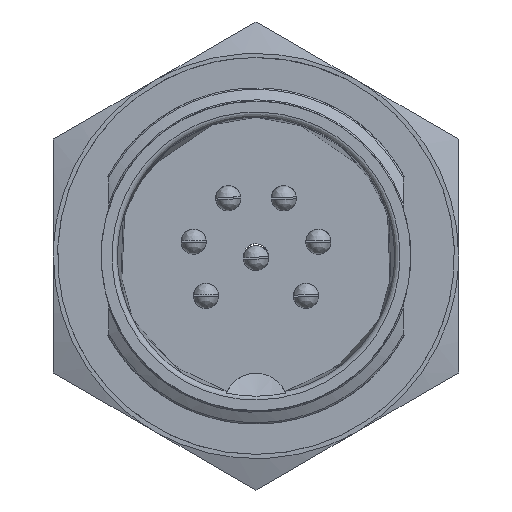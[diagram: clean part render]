
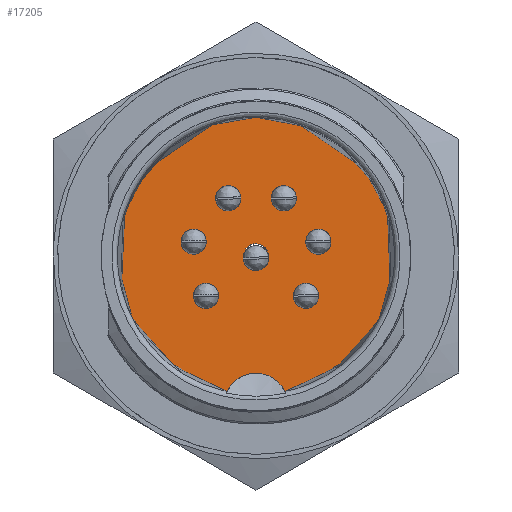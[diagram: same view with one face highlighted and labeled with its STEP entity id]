
A CAD part, left-side view. The second image highlights one B-rep face of the part: STEP entity #17205.
In plain terms, the highlighted free-form (B-spline) face has degree [1, 1] with [2, 2] control points.
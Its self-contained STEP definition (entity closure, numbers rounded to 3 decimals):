
#16742 = VERTEX_POINT('',#16743);
#16743 = CARTESIAN_POINT('',(3.561,48.756,
    34.013));
#16748 = EDGE_CURVE('',#16742,#16742,#16749,.T.);
#16749 = ( BOUNDED_CURVE() B_SPLINE_CURVE(2,(#16750,#16751,#16752,#16753
    ,#16754,#16755,#16756),.UNSPECIFIED.,.T.,.F.) 
B_SPLINE_CURVE_WITH_KNOTS((3,2,2,3),(3.142,5.236,
7.33,9.425),.PIECEWISE_BEZIER_KNOTS.) CURVE() 
GEOMETRIC_REPRESENTATION_ITEM() RATIONAL_B_SPLINE_CURVE((1.,0.5,1.,0.5,
1.,0.5,1.)) REPRESENTATION_ITEM('') );
#16750 = CARTESIAN_POINT('',(3.561,48.756,
    34.013));
#16751 = CARTESIAN_POINT('',(3.561,48.756,
    33.));
#16752 = CARTESIAN_POINT('',(3.561,49.633,
    33.506));
#16753 = CARTESIAN_POINT('',(3.561,50.511,
    34.013));
#16754 = CARTESIAN_POINT('',(3.561,49.633,
    34.519));
#16755 = CARTESIAN_POINT('',(3.561,48.756,
    35.026));
#16756 = CARTESIAN_POINT('',(3.561,48.756,
    34.013));
#16794 = VERTEX_POINT('',#16795);
#16795 = CARTESIAN_POINT('',(3.561,45.78,
    34.692));
#16800 = EDGE_CURVE('',#16794,#16794,#16801,.T.);
#16801 = ( BOUNDED_CURVE() B_SPLINE_CURVE(2,(#16802,#16803,#16804,#16805
    ,#16806,#16807,#16808),.UNSPECIFIED.,.T.,.F.) 
B_SPLINE_CURVE_WITH_KNOTS((3,2,2,3),(3.142,5.236,
7.33,9.425),.PIECEWISE_BEZIER_KNOTS.) CURVE() 
GEOMETRIC_REPRESENTATION_ITEM() RATIONAL_B_SPLINE_CURVE((1.,0.5,1.,0.5,
1.,0.5,1.)) REPRESENTATION_ITEM('') );
#16802 = CARTESIAN_POINT('',(3.561,45.78,
    34.692));
#16803 = CARTESIAN_POINT('',(3.561,45.78,
    33.679));
#16804 = CARTESIAN_POINT('',(3.561,46.658,
    34.185));
#16805 = CARTESIAN_POINT('',(3.561,47.535,
    34.692));
#16806 = CARTESIAN_POINT('',(3.561,46.658,
    35.199));
#16807 = CARTESIAN_POINT('',(3.561,45.78,
    35.705));
#16808 = CARTESIAN_POINT('',(3.561,45.78,
    34.692));
#16846 = VERTEX_POINT('',#16847);
#16847 = CARTESIAN_POINT('',(3.561,47.432,
    36.763));
#16852 = EDGE_CURVE('',#16846,#16846,#16853,.T.);
#16853 = ( BOUNDED_CURVE() B_SPLINE_CURVE(2,(#16854,#16855,#16856,#16857
    ,#16858,#16859,#16860),.UNSPECIFIED.,.T.,.F.) 
B_SPLINE_CURVE_WITH_KNOTS((3,2,2,3),(3.142,5.236,
7.33,9.425),.PIECEWISE_BEZIER_KNOTS.) CURVE() 
GEOMETRIC_REPRESENTATION_ITEM() RATIONAL_B_SPLINE_CURVE((1.,0.5,1.,0.5,
1.,0.5,1.)) REPRESENTATION_ITEM('') );
#16854 = CARTESIAN_POINT('',(3.561,47.432,
    36.763));
#16855 = CARTESIAN_POINT('',(3.561,47.432,
    35.749));
#16856 = CARTESIAN_POINT('',(3.561,48.309,
    36.256));
#16857 = CARTESIAN_POINT('',(3.561,49.186,
    36.763));
#16858 = CARTESIAN_POINT('',(3.561,48.309,
    37.269));
#16859 = CARTESIAN_POINT('',(3.561,47.432,
    37.776));
#16860 = CARTESIAN_POINT('',(3.561,47.432,
    36.763));
#16898 = VERTEX_POINT('',#16899);
#16899 = CARTESIAN_POINT('',(3.561,50.08,
    36.763));
#16904 = EDGE_CURVE('',#16898,#16898,#16905,.T.);
#16905 = ( BOUNDED_CURVE() B_SPLINE_CURVE(2,(#16906,#16907,#16908,#16909
    ,#16910,#16911,#16912),.UNSPECIFIED.,.T.,.F.) 
B_SPLINE_CURVE_WITH_KNOTS((3,2,2,3),(3.142,5.236,
7.33,9.425),.PIECEWISE_BEZIER_KNOTS.) CURVE() 
GEOMETRIC_REPRESENTATION_ITEM() RATIONAL_B_SPLINE_CURVE((1.,0.5,1.,0.5,
1.,0.5,1.)) REPRESENTATION_ITEM('') );
#16906 = CARTESIAN_POINT('',(3.561,50.08,
    36.763));
#16907 = CARTESIAN_POINT('',(3.561,50.08,
    35.749));
#16908 = CARTESIAN_POINT('',(3.561,50.957,
    36.256));
#16909 = CARTESIAN_POINT('',(3.561,51.835,
    36.763));
#16910 = CARTESIAN_POINT('',(3.561,50.957,
    37.269));
#16911 = CARTESIAN_POINT('',(3.561,50.08,
    37.776));
#16912 = CARTESIAN_POINT('',(3.561,50.08,
    36.763));
#16950 = VERTEX_POINT('',#16951);
#16951 = CARTESIAN_POINT('',(3.561,51.731,
    34.692));
#16956 = EDGE_CURVE('',#16950,#16950,#16957,.T.);
#16957 = ( BOUNDED_CURVE() B_SPLINE_CURVE(2,(#16958,#16959,#16960,#16961
    ,#16962,#16963,#16964),.UNSPECIFIED.,.T.,.F.) 
B_SPLINE_CURVE_WITH_KNOTS((3,2,2,3),(3.142,5.236,
7.33,9.425),.PIECEWISE_BEZIER_KNOTS.) CURVE() 
GEOMETRIC_REPRESENTATION_ITEM() RATIONAL_B_SPLINE_CURVE((1.,0.5,1.,0.5,
1.,0.5,1.)) REPRESENTATION_ITEM('') );
#16958 = CARTESIAN_POINT('',(3.561,51.731,
    34.692));
#16959 = CARTESIAN_POINT('',(3.561,51.731,
    33.679));
#16960 = CARTESIAN_POINT('',(3.561,52.609,
    34.185));
#16961 = CARTESIAN_POINT('',(3.561,53.486,
    34.692));
#16962 = CARTESIAN_POINT('',(3.561,52.609,
    35.199));
#16963 = CARTESIAN_POINT('',(3.561,51.731,
    35.705));
#16964 = CARTESIAN_POINT('',(3.561,51.731,
    34.692));
#17002 = VERTEX_POINT('',#17003);
#17003 = CARTESIAN_POINT('',(3.561,51.142,
    32.11));
#17008 = EDGE_CURVE('',#17002,#17002,#17009,.T.);
#17009 = ( BOUNDED_CURVE() B_SPLINE_CURVE(2,(#17010,#17011,#17012,#17013
    ,#17014,#17015,#17016),.UNSPECIFIED.,.T.,.F.) 
B_SPLINE_CURVE_WITH_KNOTS((3,2,2,3),(3.142,5.236,
7.33,9.425),.PIECEWISE_BEZIER_KNOTS.) CURVE() 
GEOMETRIC_REPRESENTATION_ITEM() RATIONAL_B_SPLINE_CURVE((1.,0.5,1.,0.5,
1.,0.5,1.)) REPRESENTATION_ITEM('') );
#17010 = CARTESIAN_POINT('',(3.561,51.142,
    32.11));
#17011 = CARTESIAN_POINT('',(3.561,51.142,
    31.097));
#17012 = CARTESIAN_POINT('',(3.561,52.019,
    31.603));
#17013 = CARTESIAN_POINT('',(3.561,52.897,
    32.11));
#17014 = CARTESIAN_POINT('',(3.561,52.019,
    32.617));
#17015 = CARTESIAN_POINT('',(3.561,51.142,
    33.123));
#17016 = CARTESIAN_POINT('',(3.561,51.142,
    32.11));
#17054 = VERTEX_POINT('',#17055);
#17055 = CARTESIAN_POINT('',(3.561,46.37,
    32.11));
#17060 = EDGE_CURVE('',#17054,#17054,#17061,.T.);
#17061 = ( BOUNDED_CURVE() B_SPLINE_CURVE(2,(#17062,#17063,#17064,#17065
    ,#17066,#17067,#17068),.UNSPECIFIED.,.T.,.F.) 
B_SPLINE_CURVE_WITH_KNOTS((3,2,2,3),(3.142,5.236,
7.33,9.425),.PIECEWISE_BEZIER_KNOTS.) CURVE() 
GEOMETRIC_REPRESENTATION_ITEM() RATIONAL_B_SPLINE_CURVE((1.,0.5,1.,0.5,
1.,0.5,1.)) REPRESENTATION_ITEM('') );
#17062 = CARTESIAN_POINT('',(3.561,46.37,
    32.11));
#17063 = CARTESIAN_POINT('',(3.561,46.37,
    31.097));
#17064 = CARTESIAN_POINT('',(3.561,47.247,
    31.603));
#17065 = CARTESIAN_POINT('',(3.561,48.125,
    32.11));
#17066 = CARTESIAN_POINT('',(3.561,47.247,
    32.617));
#17067 = CARTESIAN_POINT('',(3.561,46.37,
    33.123));
#17068 = CARTESIAN_POINT('',(3.561,46.37,
    32.11));
#17104 = VERTEX_POINT('',#17105);
#17105 = CARTESIAN_POINT('',(3.561,47.962,
    27.546));
#17121 = VERTEX_POINT('',#17122);
#17122 = CARTESIAN_POINT('',(3.561,50.72,
    27.546));
#17127 = EDGE_CURVE('',#17104,#17121,#17128,.T.);
#17128 = ( BOUNDED_CURVE() B_SPLINE_CURVE(2,(#17129,#17130,#17131),
.UNSPECIFIED.,.F.,.F.) B_SPLINE_CURVE_WITH_KNOTS((3,3),(5.155,
7.411),.PIECEWISE_BEZIER_KNOTS.) CURVE() 
GEOMETRIC_REPRESENTATION_ITEM() RATIONAL_B_SPLINE_CURVE((1.,
0.429,1.)) REPRESENTATION_ITEM('') );
#17129 = CARTESIAN_POINT('',(3.561,47.962,
    27.546));
#17130 = CARTESIAN_POINT('',(3.561,49.341,
    30.452));
#17131 = CARTESIAN_POINT('',(3.561,50.72,
    27.546));
#17169 = EDGE_CURVE('',#17104,#17121,#17170,.T.);
#17170 = ( BOUNDED_CURVE() B_SPLINE_CURVE(2,(#17171,#17172,#17173,#17174
    ,#17175,#17176,#17177),.UNSPECIFIED.,.F.,.F.) 
B_SPLINE_CURVE_WITH_KNOTS((3,2,2,3),(3.352,5.306,
7.26,9.215),.PIECEWISE_BEZIER_KNOTS.) CURVE() 
GEOMETRIC_REPRESENTATION_ITEM() RATIONAL_B_SPLINE_CURVE((1.,
    0.559,1.,0.559,1.,0.559,1.)) 
REPRESENTATION_ITEM('') );
#17171 = CARTESIAN_POINT('',(3.561,47.962,
    27.546));
#17172 = CARTESIAN_POINT('',(3.561,38.378,
    29.589));
#17173 = CARTESIAN_POINT('',(3.561,43.859,
    37.712));
#17174 = CARTESIAN_POINT('',(3.561,49.341,
    45.835));
#17175 = CARTESIAN_POINT('',(3.561,54.822,
    37.712));
#17176 = CARTESIAN_POINT('',(3.561,60.304,
    29.589));
#17177 = CARTESIAN_POINT('',(3.561,50.72,
    27.546));
#17205 = ADVANCED_FACE('',(#17206,#17210,#17213,#17216,#17219,#17222,
    #17225,#17228),#17231,.T.);
#17206 = FACE_BOUND('',#17207,.T.);
#17207 = EDGE_LOOP('',(#17208,#17209));
#17208 = ORIENTED_EDGE('',*,*,#17169,.T.);
#17209 = ORIENTED_EDGE('',*,*,#17127,.F.);
#17210 = FACE_BOUND('',#17211,.T.);
#17211 = EDGE_LOOP('',(#17212));
#17212 = ORIENTED_EDGE('',*,*,#16748,.T.);
#17213 = FACE_BOUND('',#17214,.T.);
#17214 = EDGE_LOOP('',(#17215));
#17215 = ORIENTED_EDGE('',*,*,#16800,.T.);
#17216 = FACE_BOUND('',#17217,.T.);
#17217 = EDGE_LOOP('',(#17218));
#17218 = ORIENTED_EDGE('',*,*,#16852,.T.);
#17219 = FACE_BOUND('',#17220,.T.);
#17220 = EDGE_LOOP('',(#17221));
#17221 = ORIENTED_EDGE('',*,*,#16904,.T.);
#17222 = FACE_BOUND('',#17223,.T.);
#17223 = EDGE_LOOP('',(#17224));
#17224 = ORIENTED_EDGE('',*,*,#16956,.T.);
#17225 = FACE_BOUND('',#17226,.T.);
#17226 = EDGE_LOOP('',(#17227));
#17227 = ORIENTED_EDGE('',*,*,#17008,.T.);
#17228 = FACE_BOUND('',#17229,.T.);
#17229 = EDGE_LOOP('',(#17230));
#17230 = ORIENTED_EDGE('',*,*,#17060,.T.);
#17231 = B_SPLINE_SURFACE_WITH_KNOTS('',1,1,(
    (#17232,#17233)
    ,(#17234,#17235
    )),.UNSPECIFIED.,.F.,.F.,.F.,(2,2),(2,2),(0.643,13.5),(-6.5
    ,6.5),.PIECEWISE_BEZIER_KNOTS.);
#17232 = CARTESIAN_POINT('',(3.561,42.728,
    27.546));
#17233 = CARTESIAN_POINT('',(3.561,55.953,
    27.546));
#17234 = CARTESIAN_POINT('',(3.561,42.728,
    40.626));
#17235 = CARTESIAN_POINT('',(3.561,55.953,
    40.626));
